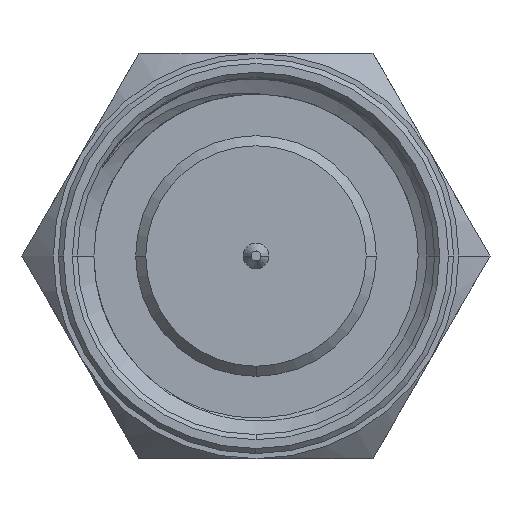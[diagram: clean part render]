
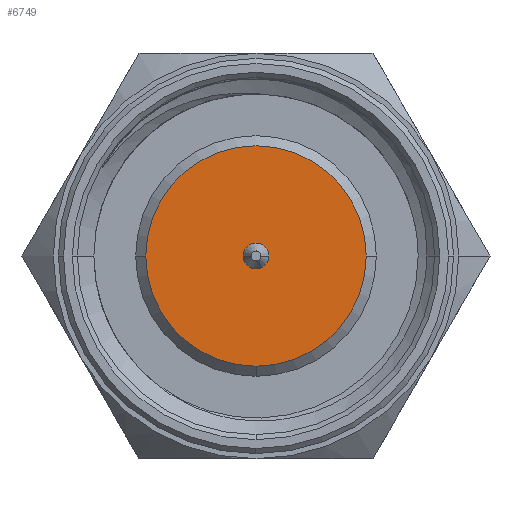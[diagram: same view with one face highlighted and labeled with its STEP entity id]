
A CAD part, left-side view. The second image highlights one B-rep face of the part: STEP entity #6749.
In plain terms, the highlighted planar face has unit normal (-1, 0, 0).
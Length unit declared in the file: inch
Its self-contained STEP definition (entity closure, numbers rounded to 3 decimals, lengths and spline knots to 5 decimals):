
#165 = AXIS2_PLACEMENT_3D ( 'NONE', #898, #2993, #1000 ) ;
#237 = CIRCLE ( 'NONE', #1335, 0.01004 ) ;
#658 = PLANE ( 'NONE',  #4475 ) ;
#685 = ORIENTED_EDGE ( 'NONE', *, *, #4223, .F. ) ;
#815 = EDGE_CURVE ( 'NONE', #4212, #1078, #3796, .T. ) ;
#898 = CARTESIAN_POINT ( 'NONE',  ( 0.09252, 0., 0. ) ) ;
#913 = CIRCLE ( 'NONE', #6166, 0.08563 ) ;
#1000 = DIRECTION ( 'NONE',  ( 0., -1., 0. ) ) ;
#1028 = VERTEX_POINT ( 'NONE', #5872 ) ;
#1078 = VERTEX_POINT ( 'NONE', #4499 ) ;
#1086 = CARTESIAN_POINT ( 'NONE',  ( 0.09252, 0., 0. ) ) ;
#1286 = ORIENTED_EDGE ( 'NONE', *, *, #5174, .F. ) ;
#1335 = AXIS2_PLACEMENT_3D ( 'NONE', #1086, #2664, #4754 ) ;
#1685 = DIRECTION ( 'NONE',  ( -1., 0., 0. ) ) ;
#1915 = AXIS2_PLACEMENT_3D ( 'NONE', #4091, #6305, #3090 ) ;
#1933 = CIRCLE ( 'NONE', #4363, 0.01004 ) ;
#1989 = DIRECTION ( 'NONE',  ( 1., 0., 0. ) ) ;
#2058 = EDGE_LOOP ( 'NONE', ( #3750, #685 ) ) ;
#2132 = CARTESIAN_POINT ( 'NONE',  ( 0.09252, 0., 0. ) ) ;
#2172 = EDGE_CURVE ( 'NONE', #1078, #2735, #2807, .T. ) ;
#2465 = ORIENTED_EDGE ( 'NONE', *, *, #815, .F. ) ;
#2511 = CARTESIAN_POINT ( 'NONE',  ( 0.09252, 0., 0. ) ) ;
#2664 = DIRECTION ( 'NONE',  ( -1., 0., 0. ) ) ;
#2735 = VERTEX_POINT ( 'NONE', #4989 ) ;
#2761 = CARTESIAN_POINT ( 'NONE',  ( 0.09252, 0., 0. ) ) ;
#2807 = CIRCLE ( 'NONE', #165, 0.08563 ) ;
#2993 = DIRECTION ( 'NONE',  ( 1., 0., 0. ) ) ;
#3090 = DIRECTION ( 'NONE',  ( 0., -1., 0. ) ) ;
#3205 = FACE_BOUND ( 'NONE', #2058, .T. ) ;
#3251 = DIRECTION ( 'NONE',  ( -1., 0., 0. ) ) ;
#3561 = VERTEX_POINT ( 'NONE', #4541 ) ;
#3750 = ORIENTED_EDGE ( 'NONE', *, *, #6702, .F. ) ;
#3796 = CIRCLE ( 'NONE', #1915, 0.08563 ) ;
#4091 = CARTESIAN_POINT ( 'NONE',  ( 0.09252, 0., 0. ) ) ;
#4212 = VERTEX_POINT ( 'NONE', #6431 ) ;
#4223 = EDGE_CURVE ( 'NONE', #1028, #3561, #237, .T. ) ;
#4363 = AXIS2_PLACEMENT_3D ( 'NONE', #2761, #3251, #4815 ) ;
#4375 = DIRECTION ( 'NONE',  ( 0., 0., 1. ) ) ;
#4475 = AXIS2_PLACEMENT_3D ( 'NONE', #2132, #1685, #4375 ) ;
#4499 = CARTESIAN_POINT ( 'NONE',  ( 0.09252, 0., -0.08563 ) ) ;
#4541 = CARTESIAN_POINT ( 'NONE',  ( 0.09252, -0.01004, 0. ) ) ;
#4605 = DIRECTION ( 'NONE',  ( 0., 1., 0. ) ) ;
#4754 = DIRECTION ( 'NONE',  ( 0., 1., 0. ) ) ;
#4815 = DIRECTION ( 'NONE',  ( 0., -1., 0. ) ) ;
#4989 = CARTESIAN_POINT ( 'NONE',  ( 0.09252, 0.08563, 0. ) ) ;
#5113 = EDGE_LOOP ( 'NONE', ( #2465, #1286, #6324 ) ) ;
#5174 = EDGE_CURVE ( 'NONE', #2735, #4212, #913, .T. ) ;
#5804 = FACE_OUTER_BOUND ( 'NONE', #5113, .T. ) ;
#5872 = CARTESIAN_POINT ( 'NONE',  ( 0.09252, 0.01004, 0. ) ) ;
#6166 = AXIS2_PLACEMENT_3D ( 'NONE', #2511, #1989, #4605 ) ;
#6305 = DIRECTION ( 'NONE',  ( 1., 0., 0. ) ) ;
#6324 = ORIENTED_EDGE ( 'NONE', *, *, #2172, .F. ) ;
#6431 = CARTESIAN_POINT ( 'NONE',  ( 0.09252, -0.08563, 0. ) ) ;
#6702 = EDGE_CURVE ( 'NONE', #3561, #1028, #1933, .T. ) ;
#6749 = ADVANCED_FACE ( 'NONE', ( #3205, #5804 ), #658, .T. ) ;
